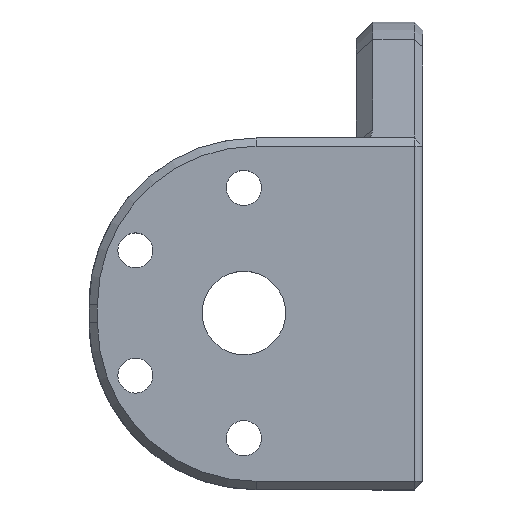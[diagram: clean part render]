
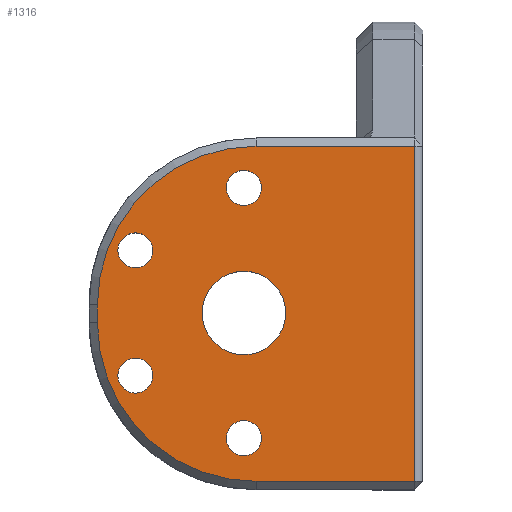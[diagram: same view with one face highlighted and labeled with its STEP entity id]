
A CAD part, top view. The second image highlights one B-rep face of the part: STEP entity #1316.
In plain terms, the highlighted planar face has unit normal (0, 0, 1).
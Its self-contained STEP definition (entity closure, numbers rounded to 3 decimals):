
#2 = DIRECTION ( 'NONE',  ( 1., 0., 0. ) ) ;
#19 = CARTESIAN_POINT ( 'NONE',  ( -13.458, 3.184, 78.613 ) ) ;
#23 = CARTESIAN_POINT ( 'NONE',  ( -26.449, 10.684, 78.613 ) ) ;
#39 = DIRECTION ( 'NONE',  ( 1., 0., 0. ) ) ;
#72 = CARTESIAN_POINT ( 'NONE',  ( -13.458, 18.184, 78.613 ) ) ;
#145 = DIRECTION ( 'NONE',  ( 1., 0., 0. ) ) ;
#201 = EDGE_CURVE ( 'NONE', #4370, #976, #1555, .T. ) ;
#296 = DIRECTION ( 'NONE',  ( 0., -1., 0. ) ) ;
#298 = DIRECTION ( 'NONE',  ( 0., 0., 1. ) ) ;
#316 = CARTESIAN_POINT ( 'NONE',  ( -26.449, -4.316, 78.613 ) ) ;
#354 = ORIENTED_EDGE ( 'NONE', *, *, #2851, .F. ) ;
#404 = EDGE_LOOP ( 'NONE', ( #354, #2127 ) ) ;
#410 = EDGE_CURVE ( 'NONE', #1644, #2465, #2721, .T. ) ;
#416 = CARTESIAN_POINT ( 'NONE',  ( -79.632, -2.793, 78.613 ) ) ;
#418 = CARTESIAN_POINT ( 'NONE',  ( -24.349, 10.684, 78.613 ) ) ;
#444 = DIRECTION ( 'NONE',  ( 1., 0., 0. ) ) ;
#453 = CIRCLE ( 'NONE', #4557, 2.1 ) ;
#472 = DIRECTION ( 'NONE',  ( 0., 1., 0. ) ) ;
#476 = EDGE_CURVE ( 'NONE', #1243, #1860, #2575, .T. ) ;
#498 = DIRECTION ( 'NONE',  ( 0., 0., 1. ) ) ;
#510 = CARTESIAN_POINT ( 'NONE',  ( -11.358, -11.816, 78.613 ) ) ;
#512 = ORIENTED_EDGE ( 'NONE', *, *, #4360, .F. ) ;
#520 = EDGE_LOOP ( 'NONE', ( #1180, #4560, #4209, #2451, #3974, #3500 ) ) ;
#601 = CIRCLE ( 'NONE', #3357, 2.1 ) ;
#683 = CARTESIAN_POINT ( 'NONE',  ( -15.558, 18.184, 78.613 ) ) ;
#725 = CIRCLE ( 'NONE', #4463, 5. ) ;
#763 = CARTESIAN_POINT ( 'NONE',  ( -26.449, 10.684, 78.613 ) ) ;
#799 = ORIENTED_EDGE ( 'NONE', *, *, #1986, .F. ) ;
#807 = CIRCLE ( 'NONE', #4404, 2.1 ) ;
#883 = VERTEX_POINT ( 'NONE', #1741 ) ;
#939 = AXIS2_PLACEMENT_3D ( 'NONE', #23, #298, #3209 ) ;
#948 = DIRECTION ( 'NONE',  ( 0., 0., 1. ) ) ;
#976 = VERTEX_POINT ( 'NONE', #3744 ) ;
#1030 = DIRECTION ( 'NONE',  ( 0., 0., 1. ) ) ;
#1039 = CARTESIAN_POINT ( 'NONE',  ( -31., 4.168, 78.613 ) ) ;
#1062 = EDGE_CURVE ( 'NONE', #4309, #4151, #4303, .T. ) ;
#1084 = CARTESIAN_POINT ( 'NONE',  ( -13.458, -11.816, 78.613 ) ) ;
#1097 = CIRCLE ( 'NONE', #3717, 19. ) ;
#1158 = CIRCLE ( 'NONE', #3779, 2.1 ) ;
#1168 = VECTOR ( 'NONE', #296, 1000. ) ;
#1169 = DIRECTION ( 'NONE',  ( 0., 0., 1. ) ) ;
#1180 = ORIENTED_EDGE ( 'NONE', *, *, #1458, .T. ) ;
#1243 = VERTEX_POINT ( 'NONE', #3525 ) ;
#1259 = EDGE_CURVE ( 'NONE', #3542, #4539, #1842, .T. ) ;
#1270 = VERTEX_POINT ( 'NONE', #1807 ) ;
#1275 = CARTESIAN_POINT ( 'NONE',  ( -31., 2.013, 78.613 ) ) ;
#1316 = ADVANCED_FACE ( 'NONE', ( #3140, #3894, #3918, #3299, #2239, #2968 ), #4328, .T. ) ;
#1346 = VERTEX_POINT ( 'NONE', #3751 ) ;
#1375 = ORIENTED_EDGE ( 'NONE', *, *, #410, .F. ) ;
#1415 = VERTEX_POINT ( 'NONE', #683 ) ;
#1440 = DIRECTION ( 'NONE',  ( 1., 0., 0. ) ) ;
#1451 = EDGE_CURVE ( 'NONE', #1270, #4309, #1097, .T. ) ;
#1458 = EDGE_CURVE ( 'NONE', #4151, #1346, #1684, .T. ) ;
#1476 = CARTESIAN_POINT ( 'NONE',  ( -12., 23.168, 78.613 ) ) ;
#1485 = DIRECTION ( 'NONE',  ( 0., 0., 1. ) ) ;
#1508 = CARTESIAN_POINT ( 'NONE',  ( 7., -2.793, 78.613 ) ) ;
#1544 = DIRECTION ( 'NONE',  ( -1., 0., 0. ) ) ;
#1555 = LINE ( 'NONE', #1508, #3626 ) ;
#1613 = AXIS2_PLACEMENT_3D ( 'NONE', #3859, #948, #4104 ) ;
#1644 = VERTEX_POINT ( 'NONE', #418 ) ;
#1684 = CIRCLE ( 'NONE', #1613, 19. ) ;
#1734 = EDGE_CURVE ( 'NONE', #2465, #1644, #1158, .T. ) ;
#1741 = CARTESIAN_POINT ( 'NONE',  ( -8.458, 3.184, 78.613 ) ) ;
#1760 = DIRECTION ( 'NONE',  ( 0., 0., 1. ) ) ;
#1807 = CARTESIAN_POINT ( 'NONE',  ( -12., 23.168, 78.613 ) ) ;
#1842 = CIRCLE ( 'NONE', #3397, 2.1 ) ;
#1860 = VERTEX_POINT ( 'NONE', #510 ) ;
#1925 = ORIENTED_EDGE ( 'NONE', *, *, #1734, .F. ) ;
#1986 = EDGE_CURVE ( 'NONE', #3442, #883, #725, .T. ) ;
#2025 = CARTESIAN_POINT ( 'NONE',  ( -18.458, 3.184, 78.613 ) ) ;
#2083 = ORIENTED_EDGE ( 'NONE', *, *, #1259, .F. ) ;
#2106 = EDGE_CURVE ( 'NONE', #976, #1270, #3317, .T. ) ;
#2127 = ORIENTED_EDGE ( 'NONE', *, *, #2965, .F. ) ;
#2178 = LINE ( 'NONE', #2230, #3119 ) ;
#2193 = CARTESIAN_POINT ( 'NONE',  ( -13.458, 18.184, 78.613 ) ) ;
#2230 = CARTESIAN_POINT ( 'NONE',  ( -79.632, -16.987, 78.613 ) ) ;
#2239 = FACE_BOUND ( 'NONE', #3670, .T. ) ;
#2255 = CARTESIAN_POINT ( 'NONE',  ( -26.449, -4.316, 78.613 ) ) ;
#2347 = AXIS2_PLACEMENT_3D ( 'NONE', #1084, #4594, #3136 ) ;
#2451 = ORIENTED_EDGE ( 'NONE', *, *, #2106, .T. ) ;
#2458 = EDGE_LOOP ( 'NONE', ( #2083, #2590 ) ) ;
#2465 = VERTEX_POINT ( 'NONE', #2486 ) ;
#2473 = CARTESIAN_POINT ( 'NONE',  ( 7., -16.987, 78.613 ) ) ;
#2486 = CARTESIAN_POINT ( 'NONE',  ( -28.549, 10.684, 78.613 ) ) ;
#2575 = CIRCLE ( 'NONE', #2347, 2.1 ) ;
#2590 = ORIENTED_EDGE ( 'NONE', *, *, #3827, .F. ) ;
#2651 = VECTOR ( 'NONE', #1544, 1000. ) ;
#2659 = AXIS2_PLACEMENT_3D ( 'NONE', #2193, #2972, #444 ) ;
#2661 = DIRECTION ( 'NONE',  ( 0., 0., 1. ) ) ;
#2713 = ORIENTED_EDGE ( 'NONE', *, *, #476, .F. ) ;
#2721 = CIRCLE ( 'NONE', #939, 2.1 ) ;
#2845 = DIRECTION ( 'NONE',  ( 1., 0., 0. ) ) ;
#2851 = EDGE_CURVE ( 'NONE', #1415, #4362, #2954, .T. ) ;
#2871 = CARTESIAN_POINT ( 'NONE',  ( -11.358, 18.184, 78.613 ) ) ;
#2903 = DIRECTION ( 'NONE',  ( 1., 0., 0. ) ) ;
#2954 = CIRCLE ( 'NONE', #2659, 2.1 ) ;
#2965 = EDGE_CURVE ( 'NONE', #4362, #1415, #807, .T. ) ;
#2968 = FACE_BOUND ( 'NONE', #4026, .T. ) ;
#2972 = DIRECTION ( 'NONE',  ( 0., 0., 1. ) ) ;
#3119 = VECTOR ( 'NONE', #1440, 1000. ) ;
#3136 = DIRECTION ( 'NONE',  ( 1., 0., 0. ) ) ;
#3140 = FACE_OUTER_BOUND ( 'NONE', #520, .T. ) ;
#3209 = DIRECTION ( 'NONE',  ( 1., 0., 0. ) ) ;
#3216 = ORIENTED_EDGE ( 'NONE', *, *, #3461, .F. ) ;
#3299 = FACE_BOUND ( 'NONE', #404, .T. ) ;
#3317 = LINE ( 'NONE', #1476, #2651 ) ;
#3357 = AXIS2_PLACEMENT_3D ( 'NONE', #4620, #3979, #39 ) ;
#3390 = CARTESIAN_POINT ( 'NONE',  ( -24.349, -4.316, 78.613 ) ) ;
#3397 = AXIS2_PLACEMENT_3D ( 'NONE', #316, #4575, #3888 ) ;
#3442 = VERTEX_POINT ( 'NONE', #2025 ) ;
#3461 = EDGE_CURVE ( 'NONE', #883, #3442, #4112, .T. ) ;
#3499 = AXIS2_PLACEMENT_3D ( 'NONE', #3510, #1030, #4548 ) ;
#3500 = ORIENTED_EDGE ( 'NONE', *, *, #1062, .T. ) ;
#3510 = CARTESIAN_POINT ( 'NONE',  ( -13.458, 3.184, 78.613 ) ) ;
#3525 = CARTESIAN_POINT ( 'NONE',  ( -15.558, -11.816, 78.613 ) ) ;
#3540 = CARTESIAN_POINT ( 'NONE',  ( -31., 2.013, 78.613 ) ) ;
#3542 = VERTEX_POINT ( 'NONE', #3875 ) ;
#3545 = CARTESIAN_POINT ( 'NONE',  ( -12., 4.168, 78.613 ) ) ;
#3569 = EDGE_LOOP ( 'NONE', ( #1925, #1375 ) ) ;
#3626 = VECTOR ( 'NONE', #472, 1000. ) ;
#3670 = EDGE_LOOP ( 'NONE', ( #2713, #512 ) ) ;
#3717 = AXIS2_PLACEMENT_3D ( 'NONE', #3545, #1760, #2 ) ;
#3744 = CARTESIAN_POINT ( 'NONE',  ( 7., 23.168, 78.613 ) ) ;
#3751 = CARTESIAN_POINT ( 'NONE',  ( -12., -16.987, 78.613 ) ) ;
#3779 = AXIS2_PLACEMENT_3D ( 'NONE', #763, #2661, #4486 ) ;
#3827 = EDGE_CURVE ( 'NONE', #4539, #3542, #453, .T. ) ;
#3829 = DIRECTION ( 'NONE',  ( 1., 0., 0. ) ) ;
#3859 = CARTESIAN_POINT ( 'NONE',  ( -12., 2.013, 78.613 ) ) ;
#3875 = CARTESIAN_POINT ( 'NONE',  ( -28.549, -4.316, 78.613 ) ) ;
#3888 = DIRECTION ( 'NONE',  ( 1., 0., 0. ) ) ;
#3894 = FACE_BOUND ( 'NONE', #2458, .T. ) ;
#3918 = FACE_BOUND ( 'NONE', #3569, .T. ) ;
#3974 = ORIENTED_EDGE ( 'NONE', *, *, #1451, .T. ) ;
#3979 = DIRECTION ( 'NONE',  ( 0., 0., 1. ) ) ;
#4026 = EDGE_LOOP ( 'NONE', ( #799, #3216 ) ) ;
#4075 = EDGE_CURVE ( 'NONE', #1346, #4370, #2178, .T. ) ;
#4104 = DIRECTION ( 'NONE',  ( 1., 0., 0. ) ) ;
#4112 = CIRCLE ( 'NONE', #3499, 5. ) ;
#4151 = VERTEX_POINT ( 'NONE', #1275 ) ;
#4207 = DIRECTION ( 'NONE',  ( 0., 0., 1. ) ) ;
#4209 = ORIENTED_EDGE ( 'NONE', *, *, #201, .T. ) ;
#4303 = LINE ( 'NONE', #3540, #1168 ) ;
#4309 = VERTEX_POINT ( 'NONE', #1039 ) ;
#4328 = PLANE ( 'NONE',  #4615 ) ;
#4360 = EDGE_CURVE ( 'NONE', #1860, #1243, #601, .T. ) ;
#4362 = VERTEX_POINT ( 'NONE', #2871 ) ;
#4370 = VERTEX_POINT ( 'NONE', #2473 ) ;
#4404 = AXIS2_PLACEMENT_3D ( 'NONE', #72, #1485, #2903 ) ;
#4463 = AXIS2_PLACEMENT_3D ( 'NONE', #19, #4207, #3829 ) ;
#4486 = DIRECTION ( 'NONE',  ( 1., 0., 0. ) ) ;
#4539 = VERTEX_POINT ( 'NONE', #3390 ) ;
#4548 = DIRECTION ( 'NONE',  ( 1., 0., 0. ) ) ;
#4557 = AXIS2_PLACEMENT_3D ( 'NONE', #2255, #498, #145 ) ;
#4560 = ORIENTED_EDGE ( 'NONE', *, *, #4075, .T. ) ;
#4575 = DIRECTION ( 'NONE',  ( 0., 0., 1. ) ) ;
#4594 = DIRECTION ( 'NONE',  ( 0., 0., 1. ) ) ;
#4615 = AXIS2_PLACEMENT_3D ( 'NONE', #416, #1169, #2845 ) ;
#4620 = CARTESIAN_POINT ( 'NONE',  ( -13.458, -11.816, 78.613 ) ) ;
